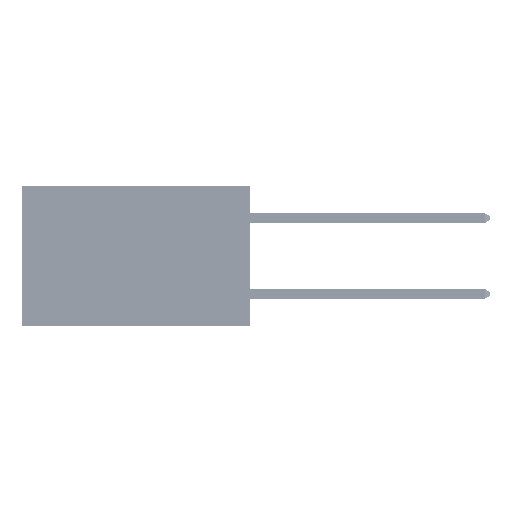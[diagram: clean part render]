
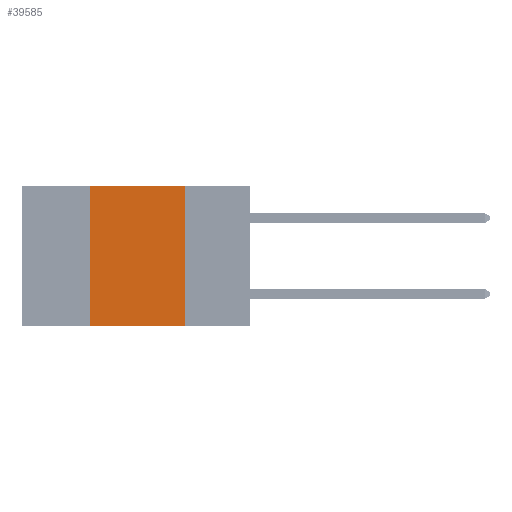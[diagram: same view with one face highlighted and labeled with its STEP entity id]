
A CAD part, left-side view. The second image highlights one B-rep face of the part: STEP entity #39585.
In plain terms, the highlighted planar face has unit normal (-1, 0, 0).
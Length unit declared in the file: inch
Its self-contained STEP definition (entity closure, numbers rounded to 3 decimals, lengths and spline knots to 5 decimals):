
#1831 = VECTOR ( 'NONE', #21241, 39.37008 ) ;
#1904 = VERTEX_POINT ( 'NONE', #16101 ) ;
#3184 = CARTESIAN_POINT ( 'NONE',  ( 0., 0.17, 0. ) ) ;
#3445 = ORIENTED_EDGE ( 'NONE', *, *, #51137, .F. ) ;
#3763 = VECTOR ( 'NONE', #46313, 39.37008 ) ;
#5520 = EDGE_CURVE ( 'NONE', #10168, #1904, #50123, .T. ) ;
#6690 = VECTOR ( 'NONE', #37503, 39.37008 ) ;
#7282 = CARTESIAN_POINT ( 'NONE',  ( 0., 0.6, 0. ) ) ;
#8872 = CARTESIAN_POINT ( 'NONE',  ( 0., 0.42, 0. ) ) ;
#10168 = VERTEX_POINT ( 'NONE', #3184 ) ;
#10520 = VERTEX_POINT ( 'NONE', #13742 ) ;
#11346 = DIRECTION ( 'NONE',  ( 0., 0., -1. ) ) ;
#13742 = CARTESIAN_POINT ( 'NONE',  ( 0., 0.42, 0. ) ) ;
#15324 = PLANE ( 'NONE',  #36279 ) ;
#16101 = CARTESIAN_POINT ( 'NONE',  ( 0., 0.17, -0.37 ) ) ;
#17934 = CARTESIAN_POINT ( 'NONE',  ( 0., 0.6, -0.37 ) ) ;
#19148 = CARTESIAN_POINT ( 'NONE',  ( 0., 0.17, 0. ) ) ;
#21241 = DIRECTION ( 'NONE',  ( 0., 0., 1. ) ) ;
#23488 = LINE ( 'NONE', #8872, #1831 ) ;
#24001 = VERTEX_POINT ( 'NONE', #24466 ) ;
#24466 = CARTESIAN_POINT ( 'NONE',  ( 0., 0.42, -0.37 ) ) ;
#26928 = EDGE_LOOP ( 'NONE', ( #33735, #3445, #35893, #52309 ) ) ;
#33373 = CARTESIAN_POINT ( 'NONE',  ( 0., 0.6, 0. ) ) ;
#33735 = ORIENTED_EDGE ( 'NONE', *, *, #5520, .F. ) ;
#35179 = EDGE_CURVE ( 'NONE', #24001, #1904, #45682, .T. ) ;
#35804 = DIRECTION ( 'NONE',  ( 1., 0., 0. ) ) ;
#35893 = ORIENTED_EDGE ( 'NONE', *, *, #43027, .F. ) ;
#36279 = AXIS2_PLACEMENT_3D ( 'NONE', #7282, #35804, #11346 ) ;
#37503 = DIRECTION ( 'NONE',  ( 0., -1., 0. ) ) ;
#39233 = LINE ( 'NONE', #33373, #6690 ) ;
#39585 = ADVANCED_FACE ( 'NONE', ( #49661 ), #15324, .F. ) ;
#43027 = EDGE_CURVE ( 'NONE', #24001, #10520, #23488, .T. ) ;
#45682 = LINE ( 'NONE', #17934, #3763 ) ;
#46313 = DIRECTION ( 'NONE',  ( 0., -1., 0. ) ) ;
#48894 = VECTOR ( 'NONE', #51546, 39.37008 ) ;
#49661 = FACE_OUTER_BOUND ( 'NONE', #26928, .T. ) ;
#50123 = LINE ( 'NONE', #19148, #48894 ) ;
#51137 = EDGE_CURVE ( 'NONE', #10520, #10168, #39233, .T. ) ;
#51546 = DIRECTION ( 'NONE',  ( 0., 0., -1. ) ) ;
#52309 = ORIENTED_EDGE ( 'NONE', *, *, #35179, .T. ) ;
